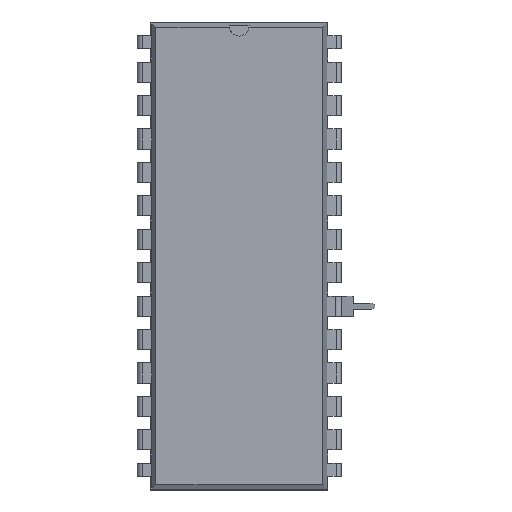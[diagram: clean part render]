
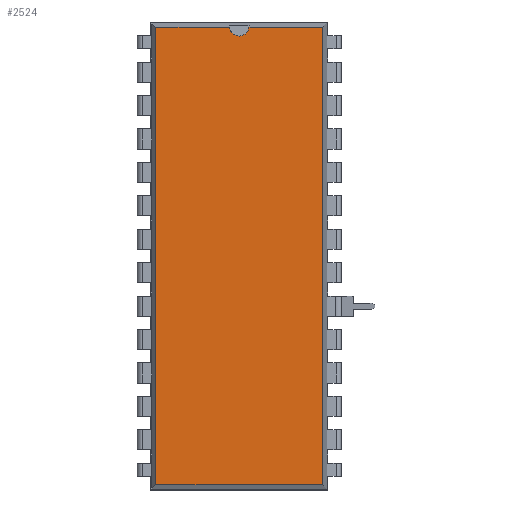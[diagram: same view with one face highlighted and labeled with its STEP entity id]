
A CAD part, top view. The second image highlights one B-rep face of the part: STEP entity #2524.
In plain terms, the highlighted planar face has unit normal (0, 0, 1).
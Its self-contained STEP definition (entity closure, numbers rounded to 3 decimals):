
#798 = VERTEX_POINT('',#799);
#799 = CARTESIAN_POINT('',(13.952,0.871,3.68));
#804 = EDGE_CURVE('',#805,#798,#807,.T.);
#805 = VERTEX_POINT('',#806);
#806 = CARTESIAN_POINT('',(13.952,-33.891,3.68));
#807 = LINE('',#808,#809);
#808 = CARTESIAN_POINT('',(13.952,-33.891,3.68));
#809 = VECTOR('',#810,1.);
#810 = DIRECTION('',(0.,1.,0.));
#2182 = VERTEX_POINT('',#2183);
#2183 = CARTESIAN_POINT('',(1.288,0.871,3.68));
#2188 = EDGE_CURVE('',#2189,#2182,#2191,.T.);
#2189 = VERTEX_POINT('',#2190);
#2190 = CARTESIAN_POINT('',(6.874,0.871,3.68));
#2191 = LINE('',#2192,#2193);
#2192 = CARTESIAN_POINT('',(13.952,0.871,3.68));
#2193 = VECTOR('',#2194,1.);
#2194 = DIRECTION('',(-1.,0.,0.));
#2409 = VERTEX_POINT('',#2410);
#2410 = CARTESIAN_POINT('',(8.366,0.871,3.68));
#2514 = EDGE_CURVE('',#798,#2409,#2515,.T.);
#2515 = LINE('',#2516,#2517);
#2516 = CARTESIAN_POINT('',(13.952,0.871,3.68));
#2517 = VECTOR('',#2518,1.);
#2518 = DIRECTION('',(-1.,0.,0.));
#2524 = ADVANCED_FACE('',(#2525),#2560,.F.);
#2525 = FACE_BOUND('',#2526,.F.);
#2526 = EDGE_LOOP('',(#2527,#2528,#2536,#2542,#2543,#2552,#2559));
#2527 = ORIENTED_EDGE('',*,*,#804,.F.);
#2528 = ORIENTED_EDGE('',*,*,#2529,.F.);
#2529 = EDGE_CURVE('',#2530,#805,#2532,.T.);
#2530 = VERTEX_POINT('',#2531);
#2531 = CARTESIAN_POINT('',(1.288,-33.891,3.68));
#2532 = LINE('',#2533,#2534);
#2533 = CARTESIAN_POINT('',(1.288,-33.891,3.68));
#2534 = VECTOR('',#2535,1.);
#2535 = DIRECTION('',(1.,0.,0.));
#2536 = ORIENTED_EDGE('',*,*,#2537,.F.);
#2537 = EDGE_CURVE('',#2182,#2530,#2538,.T.);
#2538 = LINE('',#2539,#2540);
#2539 = CARTESIAN_POINT('',(1.288,0.871,3.68));
#2540 = VECTOR('',#2541,1.);
#2541 = DIRECTION('',(0.,-1.,0.));
#2542 = ORIENTED_EDGE('',*,*,#2188,.F.);
#2543 = ORIENTED_EDGE('',*,*,#2544,.F.);
#2544 = EDGE_CURVE('',#2545,#2189,#2547,.T.);
#2545 = VERTEX_POINT('',#2546);
#2546 = CARTESIAN_POINT('',(7.62,0.196,3.68));
#2547 = CIRCLE('',#2548,0.75);
#2548 = AXIS2_PLACEMENT_3D('',#2549,#2550,#2551);
#2549 = CARTESIAN_POINT('',(7.62,0.946,3.68));
#2550 = DIRECTION('',(0.,-0.,-1.));
#2551 = DIRECTION('',(0.,-1.,0.));
#2552 = ORIENTED_EDGE('',*,*,#2553,.F.);
#2553 = EDGE_CURVE('',#2409,#2545,#2554,.T.);
#2554 = CIRCLE('',#2555,0.75);
#2555 = AXIS2_PLACEMENT_3D('',#2556,#2557,#2558);
#2556 = CARTESIAN_POINT('',(7.62,0.946,3.68));
#2557 = DIRECTION('',(0.,-0.,-1.));
#2558 = DIRECTION('',(0.,-1.,0.));
#2559 = ORIENTED_EDGE('',*,*,#2514,.F.);
#2560 = PLANE('',#2561);
#2561 = AXIS2_PLACEMENT_3D('',#2562,#2563,#2564);
#2562 = CARTESIAN_POINT('',(13.952,-33.891,3.68));
#2563 = DIRECTION('',(0.,0.,-1.));
#2564 = DIRECTION('',(-0.342,0.94,0.));
